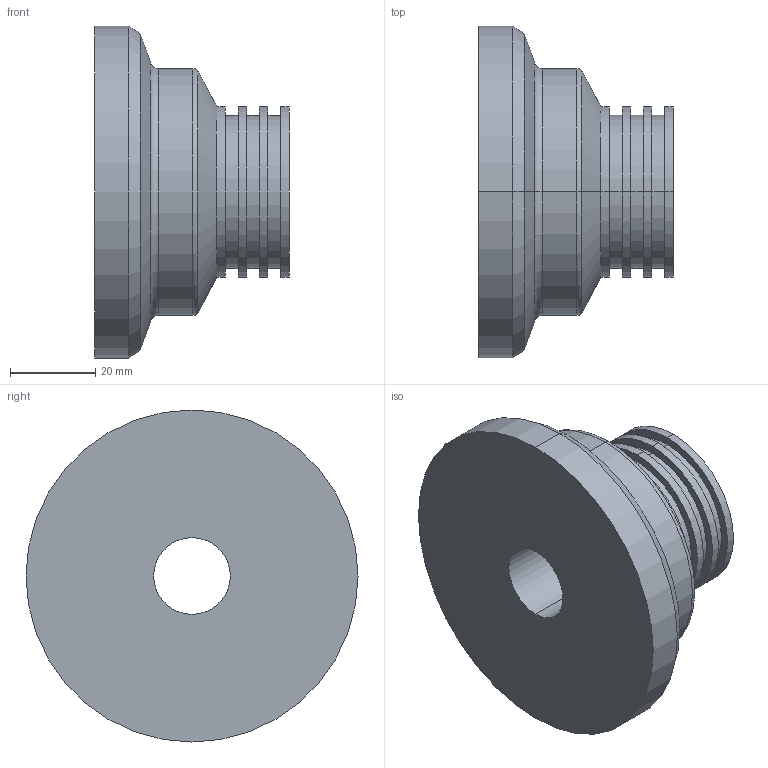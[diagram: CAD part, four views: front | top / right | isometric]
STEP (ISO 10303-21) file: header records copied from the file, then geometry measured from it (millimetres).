
FILE_DESCRIPTION (( 'STEP AP203' ), '1' );
FILE_NAME ('Peça D.STEP', '2023-12-13T10:39:17', ( '' ), ( '' ), 'SwSTEP 2.0', 'SolidWorks 2017', '' );
FILE_SCHEMA (( 'CONFIG_CONTROL_DESIGN' ));
Length unit declared in the file: millimetre
Products named in the file (1): Pe蓷 D
Bounding box: 45.68 x 78 x 78 mm (x, y, z)
Volume: 96001.5 mm3; surface area: 20553.9 mm2
Topology: 1 solids, 1 shells, 44 faces, 88 edges, 54 vertices
Faces by surface type: cylinder 24, plane 10, cone 6, torus 4
Entity records: 1239 total; most frequent: DIRECTION 236, CARTESIAN_POINT 187, ORIENTED_EDGE 176, AXIS2_PLACEMENT_3D 103, EDGE_CURVE 88, CIRCLE 58, VERTEX_POINT 54, EDGE_LOOP 54
